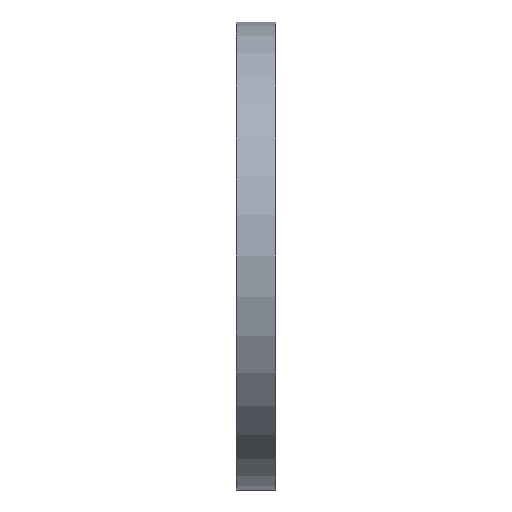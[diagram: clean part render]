
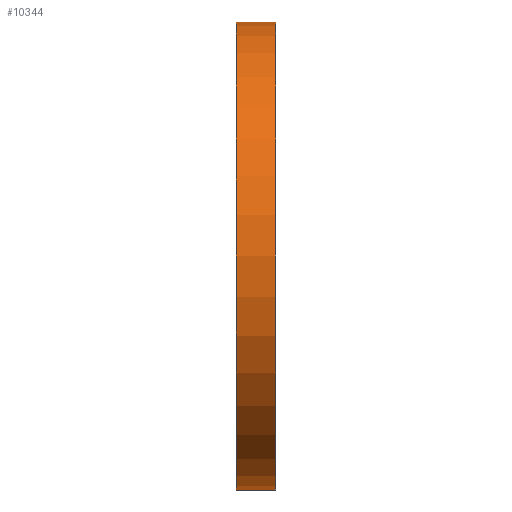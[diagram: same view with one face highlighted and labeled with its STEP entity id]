
A CAD part, left-side view. The second image highlights one B-rep face of the part: STEP entity #10344.
In plain terms, the highlighted cylindrical face has radius 60 mm (diameter 120 mm), a partial arc.
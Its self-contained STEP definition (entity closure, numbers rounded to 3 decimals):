
#495 = FACE_OUTER_BOUND ( 'NONE', #14112, .T. ) ;
#624 = LINE ( 'NONE', #5532, #3798 ) ;
#1023 = VERTEX_POINT ( 'NONE', #12636 ) ;
#1042 = CARTESIAN_POINT ( 'NONE',  ( 0., 0., -60. ) ) ;
#1271 = CIRCLE ( 'NONE', #9163, 60. ) ;
#1389 = DIRECTION ( 'NONE',  ( 0., 1., 0. ) ) ;
#1697 = CARTESIAN_POINT ( 'NONE',  ( 0., 10., 60. ) ) ;
#2221 = DIRECTION ( 'NONE',  ( 0., 1., 0. ) ) ;
#2464 = VERTEX_POINT ( 'NONE', #8370 ) ;
#3705 = DIRECTION ( 'NONE',  ( 0., 0., 1. ) ) ;
#3798 = VECTOR ( 'NONE', #13399, 1000. ) ;
#3799 = CARTESIAN_POINT ( 'NONE',  ( 0., 10., 0. ) ) ;
#4256 = ORIENTED_EDGE ( 'NONE', *, *, #6526, .T. ) ;
#4487 = VERTEX_POINT ( 'NONE', #13475 ) ;
#4534 = LINE ( 'NONE', #1697, #9295 ) ;
#5532 = CARTESIAN_POINT ( 'NONE',  ( 0., 10., -60. ) ) ;
#5816 = ORIENTED_EDGE ( 'NONE', *, *, #13041, .T. ) ;
#6490 = ORIENTED_EDGE ( 'NONE', *, *, #12129, .F. ) ;
#6526 = EDGE_CURVE ( 'NONE', #13925, #1023, #1271, .T. ) ;
#7995 = ORIENTED_EDGE ( 'NONE', *, *, #11126, .F. ) ;
#8370 = CARTESIAN_POINT ( 'NONE',  ( 0., 10., -60. ) ) ;
#9163 = AXIS2_PLACEMENT_3D ( 'NONE', #11149, #2221, #10093 ) ;
#9295 = VECTOR ( 'NONE', #14063, 1000. ) ;
#10093 = DIRECTION ( 'NONE',  ( 0., 0., 1. ) ) ;
#10344 = ADVANCED_FACE ( 'NONE', ( #495 ), #12440, .T. ) ;
#11045 = AXIS2_PLACEMENT_3D ( 'NONE', #3799, #1389, #3705 ) ;
#11126 = EDGE_CURVE ( 'NONE', #4487, #1023, #4534, .T. ) ;
#11142 = CARTESIAN_POINT ( 'NONE',  ( 0., 10., 0. ) ) ;
#11149 = CARTESIAN_POINT ( 'NONE',  ( 0., 0., 0. ) ) ;
#11241 = DIRECTION ( 'NONE',  ( 0., 0., -1. ) ) ;
#12129 = EDGE_CURVE ( 'NONE', #2464, #4487, #13972, .T. ) ;
#12440 = CYLINDRICAL_SURFACE ( 'NONE', #14123, 60. ) ;
#12636 = CARTESIAN_POINT ( 'NONE',  ( 0., 0., 60. ) ) ;
#13041 = EDGE_CURVE ( 'NONE', #2464, #13925, #624, .T. ) ;
#13399 = DIRECTION ( 'NONE',  ( 0., -1., 0. ) ) ;
#13475 = CARTESIAN_POINT ( 'NONE',  ( 0., 10., 60. ) ) ;
#13925 = VERTEX_POINT ( 'NONE', #1042 ) ;
#13972 = CIRCLE ( 'NONE', #11045, 60. ) ;
#14063 = DIRECTION ( 'NONE',  ( 0., -1., 0. ) ) ;
#14112 = EDGE_LOOP ( 'NONE', ( #7995, #6490, #5816, #4256 ) ) ;
#14123 = AXIS2_PLACEMENT_3D ( 'NONE', #11142, #14334, #11241 ) ;
#14334 = DIRECTION ( 'NONE',  ( 0., -1., 0. ) ) ;
